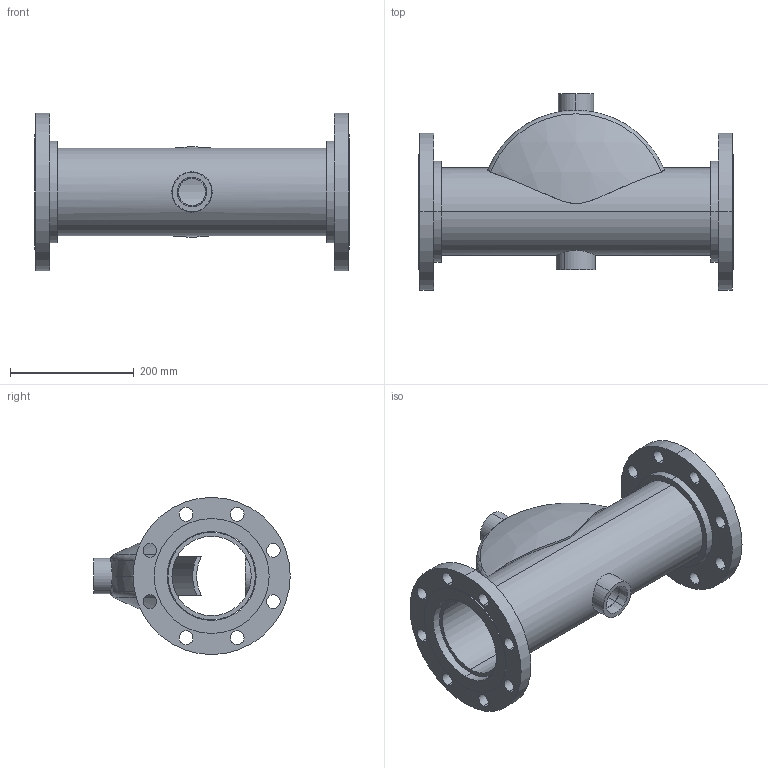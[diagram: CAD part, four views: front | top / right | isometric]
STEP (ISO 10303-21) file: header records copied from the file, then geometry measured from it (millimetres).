
FILE_DESCRIPTION (( 'STEP AP203' ), '1' );
FILE_NAME ('AP-105.STEP', '2021-03-09T19:34:28', ( '' ), ( '' ), 'SwSTEP 2.0', 'SolidWorks 2021', '' );
FILE_SCHEMA (( 'CONFIG_CONTROL_DESIGN' ));
Length unit declared in the file: inch
Products named in the file (7): Couplings_9500564; 9461080; Couplings_9500562; AP-105; 99D0044; 99M0166_11.25; 99P0316_11.25
Assembly tree (8 placements, depth 2):
  AP-105
    99P0316_11.25
    99D0044  x2
    Couplings_9500564
    Couplings_9500562
    9461080  x2
    99M0166_11.25
Bounding box: 508 x 317.5 x 254 mm (x, y, z)
Volume: 3232784.9 mm3; surface area: 838536.6 mm2
Topology: 8 solids, 8 shells, 128 faces, 302 edges, 196 vertices
Faces by surface type: cylinder 78, plane 32, bspline 6, sphere 4, torus 4, cone 4
Entity records: 4406 total; most frequent: CARTESIAN_POINT 1627, DIRECTION 444, ORIENTED_EDGE 380, EDGE_CURVE 190, AXIS2_PLACEMENT_3D 188, VERTEX_POINT 124, EDGE_LOOP 114, CIRCLE 98
